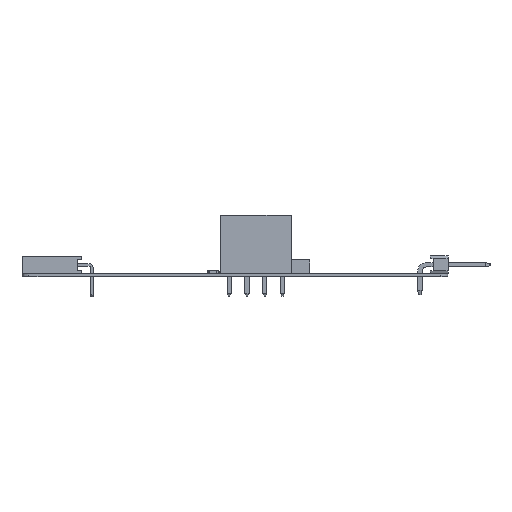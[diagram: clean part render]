
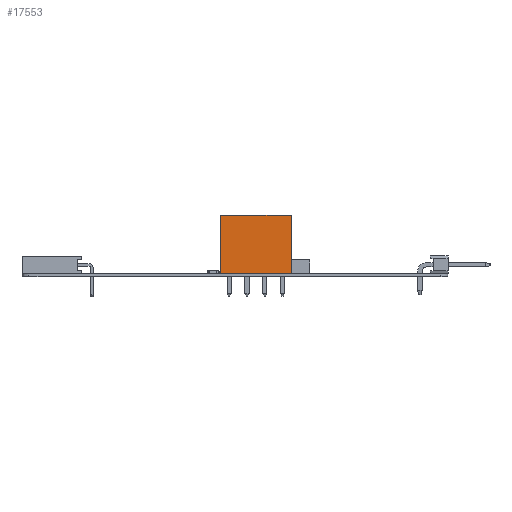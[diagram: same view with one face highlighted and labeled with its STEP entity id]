
A CAD part, front view. The second image highlights one B-rep face of the part: STEP entity #17553.
In plain terms, the highlighted planar face has unit normal (0, -1, 0).
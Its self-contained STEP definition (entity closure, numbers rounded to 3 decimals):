
#17261 = EDGE_CURVE('',#17262,#17264,#17266,.T.);
#17262 = VERTEX_POINT('',#17263);
#17263 = CARTESIAN_POINT('',(8.89,-1.27,8.4));
#17264 = VERTEX_POINT('',#17265);
#17265 = CARTESIAN_POINT('',(8.89,-1.27,0.));
#17266 = LINE('',#17267,#17268);
#17267 = CARTESIAN_POINT('',(8.89,-1.27,0.));
#17268 = VECTOR('',#17269,1.);
#17269 = DIRECTION('',(0.,0.,-1.));
#17358 = EDGE_CURVE('',#17359,#17262,#17361,.T.);
#17359 = VERTEX_POINT('',#17360);
#17360 = CARTESIAN_POINT('',(-1.27,-1.27,8.4));
#17361 = LINE('',#17362,#17363);
#17362 = CARTESIAN_POINT('',(0.,-1.27,8.4));
#17363 = VECTOR('',#17364,1.);
#17364 = DIRECTION('',(1.,0.,0.));
#17511 = VERTEX_POINT('',#17512);
#17512 = CARTESIAN_POINT('',(-1.27,-1.27,0.));
#17518 = EDGE_CURVE('',#17511,#17359,#17519,.T.);
#17519 = LINE('',#17520,#17521);
#17520 = CARTESIAN_POINT('',(-1.27,-1.27,0.));
#17521 = VECTOR('',#17522,1.);
#17522 = DIRECTION('',(0.,0.,1.));
#17553 = ADVANCED_FACE('',(#17554),#17565,.T.);
#17554 = FACE_BOUND('',#17555,.T.);
#17555 = EDGE_LOOP('',(#17556,#17557,#17558,#17564));
#17556 = ORIENTED_EDGE('',*,*,#17358,.F.);
#17557 = ORIENTED_EDGE('',*,*,#17518,.F.);
#17558 = ORIENTED_EDGE('',*,*,#17559,.T.);
#17559 = EDGE_CURVE('',#17511,#17264,#17560,.T.);
#17560 = LINE('',#17561,#17562);
#17561 = CARTESIAN_POINT('',(-1.27,-1.27,0.));
#17562 = VECTOR('',#17563,1.);
#17563 = DIRECTION('',(1.,0.,0.));
#17564 = ORIENTED_EDGE('',*,*,#17261,.F.);
#17565 = PLANE('',#17566);
#17566 = AXIS2_PLACEMENT_3D('',#17567,#17568,#17569);
#17567 = CARTESIAN_POINT('',(-1.27,-1.27,0.));
#17568 = DIRECTION('',(0.,-1.,0.));
#17569 = DIRECTION('',(0.,0.,-1.));
